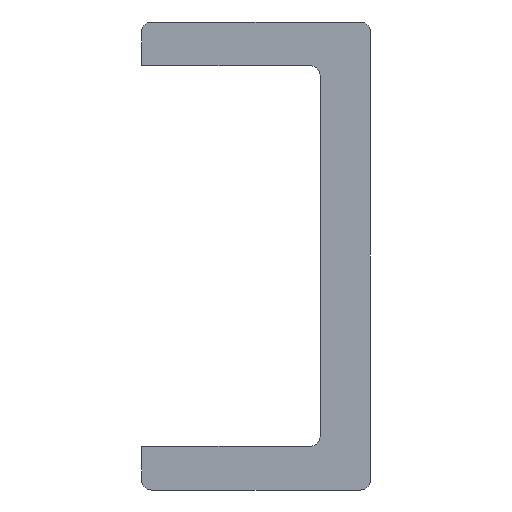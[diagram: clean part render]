
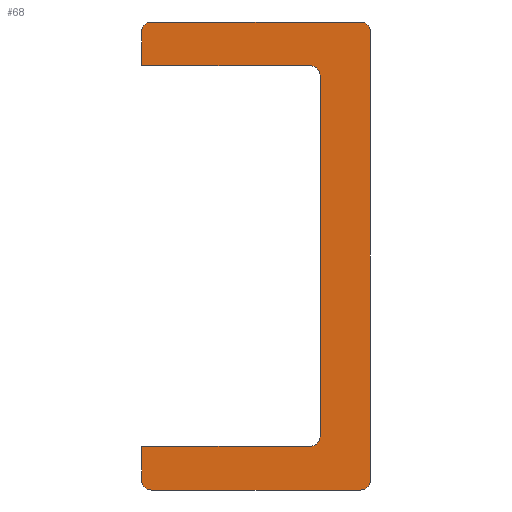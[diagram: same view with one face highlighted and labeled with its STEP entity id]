
A CAD part, front view. The second image highlights one B-rep face of the part: STEP entity #68.
In plain terms, the highlighted planar face has unit normal (0, -1, 0).
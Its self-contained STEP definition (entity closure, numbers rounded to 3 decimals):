
#68 = ADVANCED_FACE( '', ( #157 ), #158, .F. );
#157 = FACE_OUTER_BOUND( '', #282, .T. );
#158 = PLANE( '', #283 );
#282 = EDGE_LOOP( '', ( #421, #422, #423, #424, #425, #426, #427, #428, #429, #430, #431, #432, #433, #434 ) );
#283 = AXIS2_PLACEMENT_3D( '', #435, #436, #437 );
#421 = ORIENTED_EDGE( '', *, *, #645, .F. );
#422 = ORIENTED_EDGE( '', *, *, #646, .T. );
#423 = ORIENTED_EDGE( '', *, *, #647, .F. );
#424 = ORIENTED_EDGE( '', *, *, #648, .T. );
#425 = ORIENTED_EDGE( '', *, *, #649, .F. );
#426 = ORIENTED_EDGE( '', *, *, #650, .F. );
#427 = ORIENTED_EDGE( '', *, *, #651, .F. );
#428 = ORIENTED_EDGE( '', *, *, #652, .F. );
#429 = ORIENTED_EDGE( '', *, *, #653, .F. );
#430 = ORIENTED_EDGE( '', *, *, #654, .F. );
#431 = ORIENTED_EDGE( '', *, *, #655, .F. );
#432 = ORIENTED_EDGE( '', *, *, #642, .T. );
#433 = ORIENTED_EDGE( '', *, *, #656, .F. );
#434 = ORIENTED_EDGE( '', *, *, #623, .T. );
#435 = CARTESIAN_POINT( '', ( -10.5, 0., 21.5 ) );
#436 = DIRECTION( '', ( 0., 1., 0. ) );
#437 = DIRECTION( '', ( 0., 0., 1. ) );
#623 = EDGE_CURVE( '', #719, #717, #720, .F. );
#642 = EDGE_CURVE( '', #751, #749, #752, .F. );
#645 = EDGE_CURVE( '', #755, #717, #756, .T. );
#646 = EDGE_CURVE( '', #755, #757, #758, .F. );
#647 = EDGE_CURVE( '', #759, #757, #760, .T. );
#648 = EDGE_CURVE( '', #759, #761, #762, .F. );
#649 = EDGE_CURVE( '', #763, #761, #764, .T. );
#650 = EDGE_CURVE( '', #765, #763, #766, .T. );
#651 = EDGE_CURVE( '', #767, #765, #768, .T. );
#652 = EDGE_CURVE( '', #769, #767, #770, .T. );
#653 = EDGE_CURVE( '', #771, #769, #772, .T. );
#654 = EDGE_CURVE( '', #773, #771, #774, .T. );
#655 = EDGE_CURVE( '', #751, #773, #775, .T. );
#656 = EDGE_CURVE( '', #719, #749, #776, .T. );
#717 = VERTEX_POINT( '', #859 );
#719 = VERTEX_POINT( '', #862 );
#720 = CIRCLE( '', #863, 0.9 );
#749 = VERTEX_POINT( '', #893 );
#751 = VERTEX_POINT( '', #896 );
#752 = CIRCLE( '', #897, 0.9 );
#755 = VERTEX_POINT( '', #901 );
#756 = LINE( '', #902, #903 );
#757 = VERTEX_POINT( '', #904 );
#758 = CIRCLE( '', #905, 0.9 );
#759 = VERTEX_POINT( '', #906 );
#760 = LINE( '', #907, #908 );
#761 = VERTEX_POINT( '', #909 );
#762 = CIRCLE( '', #910, 0.9 );
#763 = VERTEX_POINT( '', #911 );
#764 = LINE( '', #912, #913 );
#765 = VERTEX_POINT( '', #914 );
#766 = LINE( '', #915, #916 );
#767 = VERTEX_POINT( '', #917 );
#768 = CIRCLE( '', #918, 1. );
#769 = VERTEX_POINT( '', #919 );
#770 = LINE( '', #920, #921 );
#771 = VERTEX_POINT( '', #922 );
#772 = CIRCLE( '', #923, 1. );
#773 = VERTEX_POINT( '', #924 );
#774 = LINE( '', #925, #926 );
#775 = LINE( '', #927, #928 );
#776 = LINE( '', #929, #930 );
#859 = CARTESIAN_POINT( '', ( 10.5, 0., -20.6 ) );
#862 = CARTESIAN_POINT( '', ( 9.6, 0., -21.5 ) );
#863 = AXIS2_PLACEMENT_3D( '', #1031, #1032, #1033 );
#893 = CARTESIAN_POINT( '', ( -9.6, 0., -21.5 ) );
#896 = CARTESIAN_POINT( '', ( -10.5, 0., -20.6 ) );
#897 = AXIS2_PLACEMENT_3D( '', #1066, #1067, #1068 );
#901 = CARTESIAN_POINT( '', ( 10.5, 0., 20.6 ) );
#902 = CARTESIAN_POINT( '', ( 10.5, 0., 21.5 ) );
#903 = VECTOR( '', #1070, 1000. );
#904 = CARTESIAN_POINT( '', ( 9.6, 0., 21.5 ) );
#905 = AXIS2_PLACEMENT_3D( '', #1071, #1072, #1073 );
#906 = CARTESIAN_POINT( '', ( -9.6, 0., 21.5 ) );
#907 = CARTESIAN_POINT( '', ( -10.5, 0., 21.5 ) );
#908 = VECTOR( '', #1074, 1000. );
#909 = CARTESIAN_POINT( '', ( -10.5, 0., 20.6 ) );
#910 = AXIS2_PLACEMENT_3D( '', #1075, #1076, #1077 );
#911 = CARTESIAN_POINT( '', ( -10.5, 0., 17.5 ) );
#912 = CARTESIAN_POINT( '', ( -10.5, 0., -21.5 ) );
#913 = VECTOR( '', #1078, 1000. );
#914 = CARTESIAN_POINT( '', ( 4.9, 0., 17.5 ) );
#915 = CARTESIAN_POINT( '', ( 4.9, 0., 17.5 ) );
#916 = VECTOR( '', #1079, 1000. );
#917 = CARTESIAN_POINT( '', ( 5.9, 0., 16.5 ) );
#918 = AXIS2_PLACEMENT_3D( '', #1080, #1081, #1082 );
#919 = CARTESIAN_POINT( '', ( 5.9, 0., -16.5 ) );
#920 = CARTESIAN_POINT( '', ( 5.9, 0., 16.5 ) );
#921 = VECTOR( '', #1083, 1000. );
#922 = CARTESIAN_POINT( '', ( 4.9, 0., -17.5 ) );
#923 = AXIS2_PLACEMENT_3D( '', #1084, #1085, #1086 );
#924 = CARTESIAN_POINT( '', ( -10.5, 0., -17.5 ) );
#925 = CARTESIAN_POINT( '', ( 4.9, 0., -17.5 ) );
#926 = VECTOR( '', #1087, 1000. );
#927 = CARTESIAN_POINT( '', ( -10.5, 0., -21.5 ) );
#928 = VECTOR( '', #1088, 1000. );
#929 = CARTESIAN_POINT( '', ( 10.5, 0., -21.5 ) );
#930 = VECTOR( '', #1089, 1000. );
#1031 = CARTESIAN_POINT( '', ( 9.6, 0., -20.6 ) );
#1032 = DIRECTION( '', ( 0., 1., 0. ) );
#1033 = DIRECTION( '', ( 0., 0., 1. ) );
#1066 = CARTESIAN_POINT( '', ( -9.6, 0., -20.6 ) );
#1067 = DIRECTION( '', ( 0., 1., 0. ) );
#1068 = DIRECTION( '', ( 0., 0., 1. ) );
#1070 = DIRECTION( '', ( 0., 0., -1. ) );
#1071 = CARTESIAN_POINT( '', ( 9.6, 0., 20.6 ) );
#1072 = DIRECTION( '', ( 0., 1., 0. ) );
#1073 = DIRECTION( '', ( 0., 0., 1. ) );
#1074 = DIRECTION( '', ( 1., 0., 0. ) );
#1075 = CARTESIAN_POINT( '', ( -9.6, 0., 20.6 ) );
#1076 = DIRECTION( '', ( 0., 1., 0. ) );
#1077 = DIRECTION( '', ( 0., 0., 1. ) );
#1078 = DIRECTION( '', ( 0., 0., 1. ) );
#1079 = DIRECTION( '', ( -1., 0., 0. ) );
#1080 = CARTESIAN_POINT( '', ( 4.9, 0., 16.5 ) );
#1081 = DIRECTION( '', ( 0., -1., 0. ) );
#1082 = DIRECTION( '', ( -1., 0., 0. ) );
#1083 = DIRECTION( '', ( 0., 0., 1. ) );
#1084 = CARTESIAN_POINT( '', ( 4.9, 0., -16.5 ) );
#1085 = DIRECTION( '', ( 0., -1., 0. ) );
#1086 = DIRECTION( '', ( -1., 0., 0. ) );
#1087 = DIRECTION( '', ( 1., 0., 0. ) );
#1088 = DIRECTION( '', ( 0., 0., 1. ) );
#1089 = DIRECTION( '', ( -1., 0., 0. ) );
